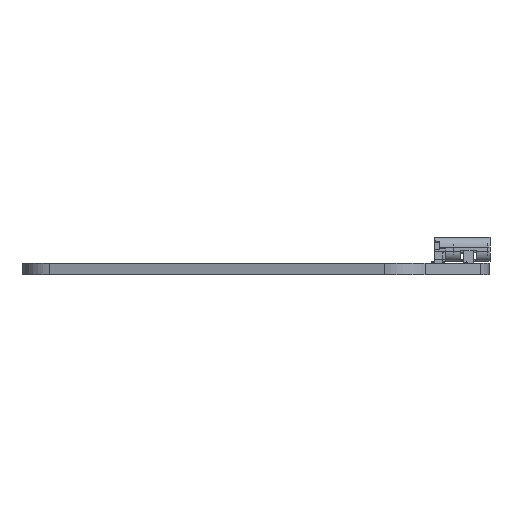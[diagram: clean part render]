
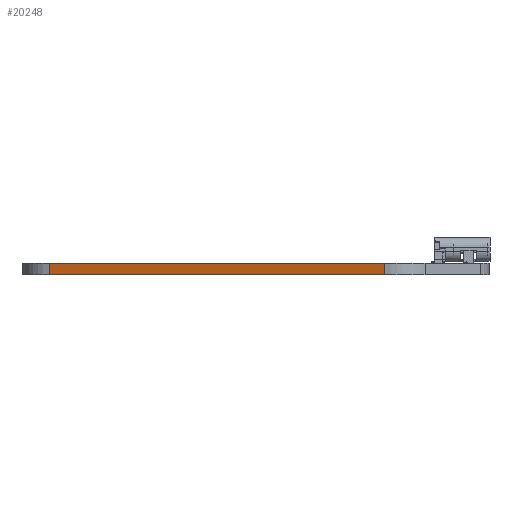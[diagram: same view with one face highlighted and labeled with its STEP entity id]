
A CAD part, left-side view. The second image highlights one B-rep face of the part: STEP entity #20248.
In plain terms, the highlighted planar face has unit normal (-0.954, 0.299, 0).
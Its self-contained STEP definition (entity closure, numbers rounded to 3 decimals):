
#19094 = VERTEX_POINT('',#19095);
#19095 = CARTESIAN_POINT('',(118.464,-64.284,0.));
#19101 = EDGE_CURVE('',#19102,#19094,#19104,.T.);
#19102 = VERTEX_POINT('',#19103);
#19103 = CARTESIAN_POINT('',(104.588,-108.575,0.));
#19104 = LINE('',#19105,#19106);
#19105 = CARTESIAN_POINT('',(104.588,-108.575,0.));
#19106 = VECTOR('',#19107,1.);
#19107 = DIRECTION('',(0.299,0.954,0.));
#19555 = VERTEX_POINT('',#19556);
#19556 = CARTESIAN_POINT('',(118.464,-64.284,1.51));
#19562 = EDGE_CURVE('',#19563,#19555,#19565,.T.);
#19563 = VERTEX_POINT('',#19564);
#19564 = CARTESIAN_POINT('',(104.588,-108.575,1.51));
#19565 = LINE('',#19566,#19567);
#19566 = CARTESIAN_POINT('',(104.588,-108.575,1.51));
#19567 = VECTOR('',#19568,1.);
#19568 = DIRECTION('',(0.299,0.954,0.));
#20218 = EDGE_CURVE('',#19094,#19555,#20219,.T.);
#20219 = LINE('',#20220,#20221);
#20220 = CARTESIAN_POINT('',(118.464,-64.284,0.));
#20221 = VECTOR('',#20222,1.);
#20222 = DIRECTION('',(0.,0.,1.));
#20248 = ADVANCED_FACE('',(#20249),#20260,.T.);
#20249 = FACE_BOUND('',#20250,.T.);
#20250 = EDGE_LOOP('',(#20251,#20257,#20258,#20259));
#20251 = ORIENTED_EDGE('',*,*,#20252,.T.);
#20252 = EDGE_CURVE('',#19102,#19563,#20253,.T.);
#20253 = LINE('',#20254,#20255);
#20254 = CARTESIAN_POINT('',(104.588,-108.575,0.));
#20255 = VECTOR('',#20256,1.);
#20256 = DIRECTION('',(0.,0.,1.));
#20257 = ORIENTED_EDGE('',*,*,#19562,.T.);
#20258 = ORIENTED_EDGE('',*,*,#20218,.F.);
#20259 = ORIENTED_EDGE('',*,*,#19101,.F.);
#20260 = PLANE('',#20261);
#20261 = AXIS2_PLACEMENT_3D('',#20262,#20263,#20264);
#20262 = CARTESIAN_POINT('',(104.588,-108.575,0.));
#20263 = DIRECTION('',(-0.954,0.299,0.));
#20264 = DIRECTION('',(0.299,0.954,0.));
